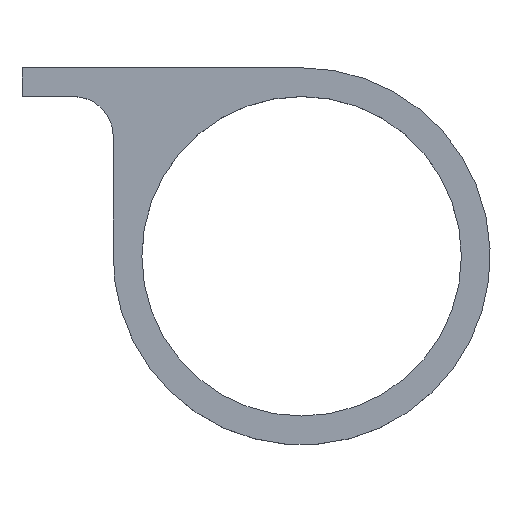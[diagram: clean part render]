
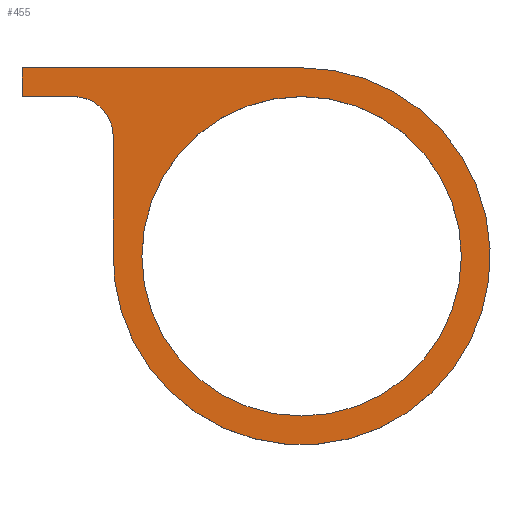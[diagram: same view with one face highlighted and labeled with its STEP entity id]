
A CAD part, top view. The second image highlights one B-rep face of the part: STEP entity #455.
In plain terms, the highlighted planar face has unit normal (0, 0, 1).
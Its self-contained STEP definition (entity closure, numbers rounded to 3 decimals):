
#215=CARTESIAN_POINT('',(86.421,-85.0,15.0));
#216=VERTEX_POINT('',#215);
#223=CARTESIAN_POINT('',(81.421,-80.0,15.0));
#224=VERTEX_POINT('',#223);
#225=CARTESIAN_POINT('',(81.421,-85.0,15.0));
#226=DIRECTION('',(0.0,0.0,-1.0));
#227=DIRECTION('',(0.0,1.0,0.0));
#228=AXIS2_PLACEMENT_3D('',#225,#226,#227);
#229=CIRCLE('',#228,5.);
#230=EDGE_CURVE('',#224,#216,#229,.T.);
#257=CARTESIAN_POINT('',(110.0,-120.0,15.0));
#258=VERTEX_POINT('',#257);
#259=CARTESIAN_POINT('',(110.0,-100.0,15.));
#260=DIRECTION('',(0.0,0.0,-1.0));
#261=DIRECTION('',(0.0,-1.0,0.0));
#262=AXIS2_PLACEMENT_3D('',#259,#260,#261);
#263=CIRCLE('',#262,20.0);
#264=EDGE_CURVE('',#258,#258,#263,.T.);
#282=CARTESIAN_POINT('',(86.421,-98.985,15.0));
#283=VERTEX_POINT('',#282);
#290=CARTESIAN_POINT('',(86.421,-85.0,15.0));
#291=DIRECTION('',(0.0,-1.0,0.0));
#292=VECTOR('',#291,13.985);
#293=LINE('',#290,#292);
#294=EDGE_CURVE('',#216,#283,#293,.T.);
#314=CARTESIAN_POINT('',(109.998,-76.399,15.0));
#315=VERTEX_POINT('',#314);
#322=CARTESIAN_POINT('',(110.0,-100.0,15.0));
#323=DIRECTION('',(0.0,0.0,1.0));
#324=DIRECTION('',(-0.999,0.043,0.0));
#325=AXIS2_PLACEMENT_3D('',#322,#323,#324);
#326=CIRCLE('',#325,23.601);
#327=EDGE_CURVE('',#283,#315,#326,.T.);
#346=CARTESIAN_POINT('',(75.0,-76.399,15.0));
#347=VERTEX_POINT('',#346);
#354=CARTESIAN_POINT('',(109.998,-76.399,15.0));
#355=DIRECTION('',(-1.0,0.0,0.0));
#356=VECTOR('',#355,34.998);
#357=LINE('',#354,#356);
#358=EDGE_CURVE('',#315,#347,#357,.T.);
#380=CARTESIAN_POINT('',(75.0,-80.0,15.0));
#381=VERTEX_POINT('',#380);
#388=CARTESIAN_POINT('',(75.0,-76.399,15.0));
#389=DIRECTION('',(0.0,-1.0,0.0));
#390=VECTOR('',#389,3.601);
#391=LINE('',#388,#390);
#392=EDGE_CURVE('',#347,#381,#391,.T.);
#405=CARTESIAN_POINT('',(75.0,-80.0,15.0));
#406=DIRECTION('',(1.0,0.0,0.0));
#407=VECTOR('',#406,6.421);
#408=LINE('',#405,#407);
#409=EDGE_CURVE('',#381,#224,#408,.T.);
#439=CARTESIAN_POINT('',(103.761,-94.883,15.));
#440=DIRECTION('',(0.0,0.0,1.0));
#441=DIRECTION('',(1.0,0.0,0.0));
#442=AXIS2_PLACEMENT_3D('',#439,#440,#441);
#443=PLANE('',#442);
#444=ORIENTED_EDGE('',*,*,#230,.T.);
#445=ORIENTED_EDGE('',*,*,#294,.T.);
#446=ORIENTED_EDGE('',*,*,#327,.T.);
#447=ORIENTED_EDGE('',*,*,#358,.T.);
#448=ORIENTED_EDGE('',*,*,#392,.T.);
#449=ORIENTED_EDGE('',*,*,#409,.T.);
#450=EDGE_LOOP('',(#444,#445,#446,#447,#448,#449));
#451=FACE_OUTER_BOUND('',#450,.T.);
#452=ORIENTED_EDGE('',*,*,#264,.T.);
#453=EDGE_LOOP('',(#452));
#454=FACE_BOUND('',#453,.T.);
#455=ADVANCED_FACE('',(#451,#454),#443,.T.);
